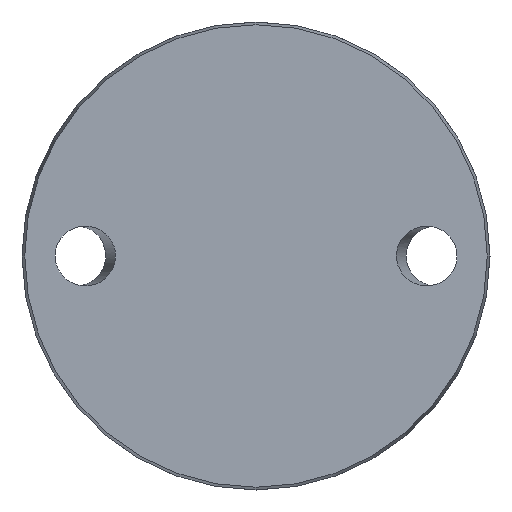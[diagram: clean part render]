
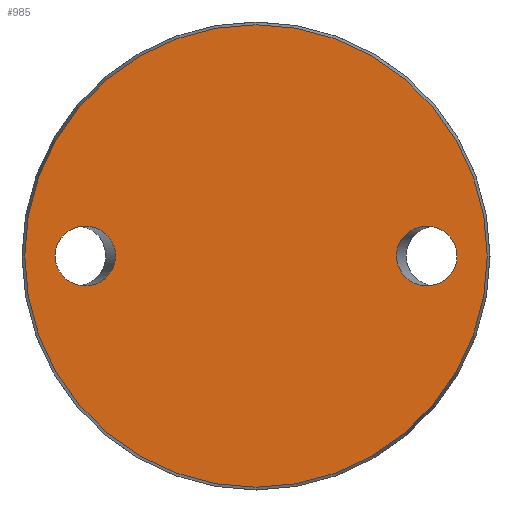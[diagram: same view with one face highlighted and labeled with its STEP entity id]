
A CAD part, front view. The second image highlights one B-rep face of the part: STEP entity #985.
In plain terms, the highlighted planar face has unit normal (0, -1, 0).
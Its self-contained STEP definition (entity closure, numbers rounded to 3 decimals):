
#4 = CARTESIAN_POINT ( 'NONE',  ( 29.413, 0., -12.5 ) ) ;
#29 = DIRECTION ( 'NONE',  ( 0., 0., 1. ) ) ;
#37 = VERTEX_POINT ( 'NONE', #713 ) ;
#79 = CARTESIAN_POINT ( 'NONE',  ( 42.087, 0., 0. ) ) ;
#84 = EDGE_CURVE ( 'NONE', #645, #645, #114, .T. ) ;
#92 = EDGE_CURVE ( 'NONE', #37, #37, #343, .T. ) ;
#114 =( BOUNDED_CURVE ( )  B_SPLINE_CURVE ( 3, ( #590, #215, #889, #125, #514, #682, #900 ),
 .UNSPECIFIED., .T., .F. ) 
 B_SPLINE_CURVE_WITH_KNOTS ( ( 4, 3, 4 ),
 ( 0., 3.142, 6.283 ),
 .UNSPECIFIED. ) 
 CURVE ( )  GEOMETRIC_REPRESENTATION_ITEM ( )  RATIONAL_B_SPLINE_CURVE ( ( 1., 0.333, 0.333, 1., 0.333, 0.333, 1. ) ) 
 REPRESENTATION_ITEM ( '' )  );
#125 = CARTESIAN_POINT ( 'NONE',  ( -29.413, 0., 0. ) ) ;
#187 = FACE_BOUND ( 'NONE', #217, .T. ) ;
#215 = CARTESIAN_POINT ( 'NONE',  ( -42.087, 0., 12.5 ) ) ;
#216 = AXIS2_PLACEMENT_3D ( 'NONE', #421, #719, #29 ) ;
#217 = EDGE_LOOP ( 'NONE', ( #902 ) ) ;
#237 = CARTESIAN_POINT ( 'NONE',  ( 29.413, 0., 0. ) ) ;
#262 = FACE_OUTER_BOUND ( 'NONE', #318, .T. ) ;
#293 = CARTESIAN_POINT ( 'NONE',  ( 29.413, 0., 0. ) ) ;
#318 = EDGE_LOOP ( 'NONE', ( #378 ) ) ;
#332 = AXIS2_PLACEMENT_3D ( 'NONE', #730, #503, #804 ) ;
#333 = FACE_BOUND ( 'NONE', #613, .T. ) ;
#343 =( BOUNDED_CURVE ( )  B_SPLINE_CURVE ( 3, ( #237, #4, #523, #79, #381, #914, #293 ),
 .UNSPECIFIED., .T., .F. ) 
 B_SPLINE_CURVE_WITH_KNOTS ( ( 4, 3, 4 ),
 ( 0., 3.142, 6.283 ),
 .UNSPECIFIED. ) 
 CURVE ( )  GEOMETRIC_REPRESENTATION_ITEM ( )  RATIONAL_B_SPLINE_CURVE ( ( 1., 0.333, 0.333, 1., 0.333, 0.333, 1. ) ) 
 REPRESENTATION_ITEM ( '' )  );
#378 = ORIENTED_EDGE ( 'NONE', *, *, #649, .T. ) ;
#381 = CARTESIAN_POINT ( 'NONE',  ( 42.087, 0., 12.5 ) ) ;
#421 = CARTESIAN_POINT ( 'NONE',  ( -48.425, 0., 0. ) ) ;
#426 = CARTESIAN_POINT ( 'NONE',  ( -42.087, 0., 0. ) ) ;
#503 = DIRECTION ( 'NONE',  ( 0., -1., 0. ) ) ;
#514 = CARTESIAN_POINT ( 'NONE',  ( -29.413, 0., -12.5 ) ) ;
#523 = CARTESIAN_POINT ( 'NONE',  ( 42.087, 0., -12.5 ) ) ;
#590 = CARTESIAN_POINT ( 'NONE',  ( -42.087, 0., 0. ) ) ;
#613 = EDGE_LOOP ( 'NONE', ( #820 ) ) ;
#645 = VERTEX_POINT ( 'NONE', #426 ) ;
#649 = EDGE_CURVE ( 'NONE', #786, #786, #974, .T. ) ;
#682 = CARTESIAN_POINT ( 'NONE',  ( -42.087, 0., -12.5 ) ) ;
#713 = CARTESIAN_POINT ( 'NONE',  ( 29.413, 0., 0. ) ) ;
#719 = DIRECTION ( 'NONE',  ( 0., 1., 0. ) ) ;
#730 = CARTESIAN_POINT ( 'NONE',  ( 0., 0., 0. ) ) ;
#786 = VERTEX_POINT ( 'NONE', #794 ) ;
#794 = CARTESIAN_POINT ( 'NONE',  ( 0., 0., -48.425 ) ) ;
#804 = DIRECTION ( 'NONE',  ( 0., 0., -1. ) ) ;
#820 = ORIENTED_EDGE ( 'NONE', *, *, #84, .T. ) ;
#875 = PLANE ( 'NONE',  #216 ) ;
#889 = CARTESIAN_POINT ( 'NONE',  ( -29.413, 0., 12.5 ) ) ;
#900 = CARTESIAN_POINT ( 'NONE',  ( -42.087, 0., 0. ) ) ;
#902 = ORIENTED_EDGE ( 'NONE', *, *, #92, .F. ) ;
#914 = CARTESIAN_POINT ( 'NONE',  ( 29.413, 0., 12.5 ) ) ;
#974 = CIRCLE ( 'NONE', #332, 48.425 ) ;
#985 = ADVANCED_FACE ( 'NONE', ( #333, #187, #262 ), #875, .F. ) ;
